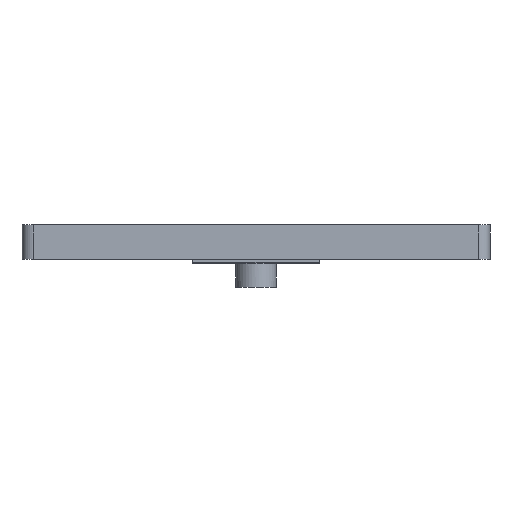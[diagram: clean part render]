
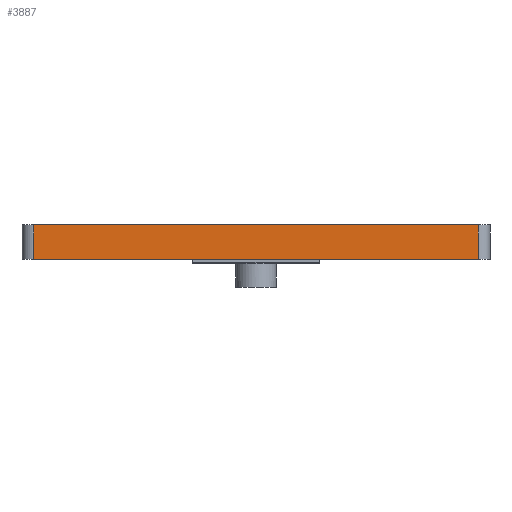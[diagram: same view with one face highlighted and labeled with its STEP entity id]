
A CAD part, front view. The second image highlights one B-rep face of the part: STEP entity #3887.
In plain terms, the highlighted planar face has unit normal (0, -1, 0).
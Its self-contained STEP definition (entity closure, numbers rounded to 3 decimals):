
#147 = CARTESIAN_POINT ( 'NONE',  ( 37.481, -32.442, 16.5 ) ) ;
#286 = VECTOR ( 'NONE', #476, 1000. ) ;
#355 = ORIENTED_EDGE ( 'NONE', *, *, #6342, .F. ) ;
#476 = DIRECTION ( 'NONE',  ( 0., 0., -1. ) ) ;
#779 = EDGE_CURVE ( 'NONE', #3757, #3503, #6032, .T. ) ;
#803 = DIRECTION ( 'NONE',  ( 0., 1., 0. ) ) ;
#903 = DIRECTION ( 'NONE',  ( 1., 0., 0. ) ) ;
#1224 = CARTESIAN_POINT ( 'NONE',  ( -41.675, -32.442, 16.5 ) ) ;
#1392 = ORIENTED_EDGE ( 'NONE', *, *, #5478, .T. ) ;
#1462 = EDGE_CURVE ( 'NONE', #2030, #2384, #2042, .T. ) ;
#1501 = CARTESIAN_POINT ( 'NONE',  ( -39.675, -32.442, 10.5 ) ) ;
#1533 = CARTESIAN_POINT ( 'NONE',  ( -41.675, -32.442, 16.5 ) ) ;
#2030 = VERTEX_POINT ( 'NONE', #6698 ) ;
#2042 = LINE ( 'NONE', #6271, #286 ) ;
#2333 = FACE_OUTER_BOUND ( 'NONE', #5176, .T. ) ;
#2384 = VERTEX_POINT ( 'NONE', #1501 ) ;
#2418 = CARTESIAN_POINT ( 'NONE',  ( -41.675, -32.442, 10.5 ) ) ;
#2636 = DIRECTION ( 'NONE',  ( 1., 0., 0. ) ) ;
#2762 = VECTOR ( 'NONE', #2781, 1000. ) ;
#2781 = DIRECTION ( 'NONE',  ( 0., 0., 1. ) ) ;
#3092 = LINE ( 'NONE', #1533, #5465 ) ;
#3486 = ORIENTED_EDGE ( 'NONE', *, *, #779, .T. ) ;
#3503 = VERTEX_POINT ( 'NONE', #6538 ) ;
#3757 = VERTEX_POINT ( 'NONE', #6326 ) ;
#3887 = ADVANCED_FACE ( 'NONE', ( #2333 ), #5520, .F. ) ;
#3984 = LINE ( 'NONE', #2418, #6433 ) ;
#4423 = DIRECTION ( 'NONE',  ( 0., 0., 1. ) ) ;
#4680 = ORIENTED_EDGE ( 'NONE', *, *, #1462, .T. ) ;
#5147 = AXIS2_PLACEMENT_3D ( 'NONE', #1224, #803, #4423 ) ;
#5176 = EDGE_LOOP ( 'NONE', ( #355, #4680, #1392, #3486 ) ) ;
#5465 = VECTOR ( 'NONE', #2636, 1000. ) ;
#5478 = EDGE_CURVE ( 'NONE', #2384, #3757, #3984, .T. ) ;
#5520 = PLANE ( 'NONE',  #5147 ) ;
#6032 = LINE ( 'NONE', #147, #2762 ) ;
#6271 = CARTESIAN_POINT ( 'NONE',  ( -39.675, -32.442, 16.5 ) ) ;
#6326 = CARTESIAN_POINT ( 'NONE',  ( 37.481, -32.442, 10.5 ) ) ;
#6342 = EDGE_CURVE ( 'NONE', #2030, #3503, #3092, .T. ) ;
#6433 = VECTOR ( 'NONE', #903, 1000. ) ;
#6538 = CARTESIAN_POINT ( 'NONE',  ( 37.481, -32.442, 16.5 ) ) ;
#6698 = CARTESIAN_POINT ( 'NONE',  ( -39.675, -32.442, 16.5 ) ) ;
